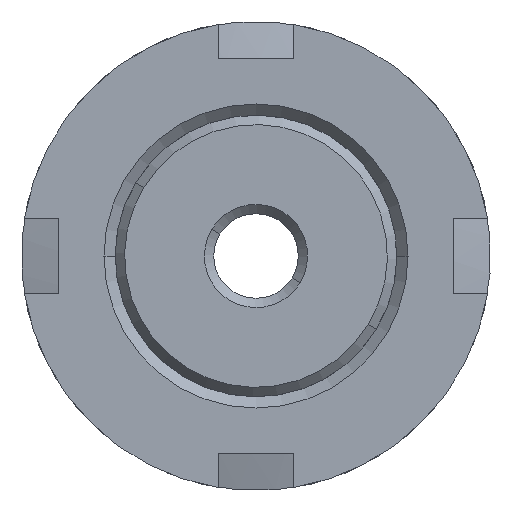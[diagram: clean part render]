
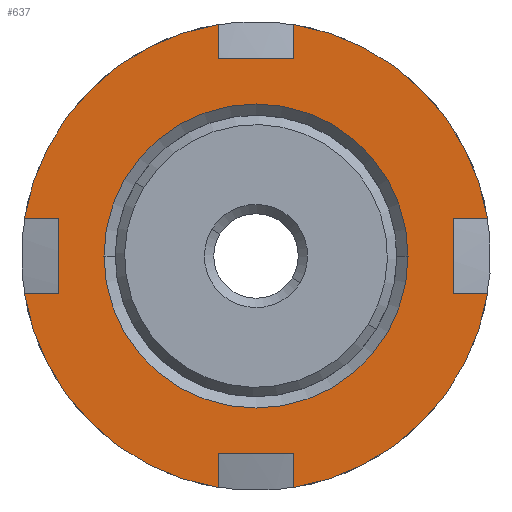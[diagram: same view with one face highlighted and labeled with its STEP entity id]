
A CAD part, front view. The second image highlights one B-rep face of the part: STEP entity #637.
In plain terms, the highlighted planar face has unit normal (0, -1, 0).
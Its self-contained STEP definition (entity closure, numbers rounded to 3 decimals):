
#19 = EDGE_CURVE ( 'NONE', #2104, #2081, #2649, .T. ) ;
#37 = FACE_BOUND ( 'NONE', #1601, .T. ) ;
#42 = CARTESIAN_POINT ( 'NONE',  ( 2., -7.269, 0. ) ) ;
#53 = ORIENTED_EDGE ( 'NONE', *, *, #311, .F. ) ;
#78 = DIRECTION ( 'NONE',  ( -1., 0., 0. ) ) ;
#81 = EDGE_CURVE ( 'NONE', #2652, #482, #773, .T. ) ;
#105 = DIRECTION ( 'NONE',  ( -1., 0., 0. ) ) ;
#125 = CARTESIAN_POINT ( 'NONE',  ( 0., -7.269, 0. ) ) ;
#127 = LINE ( 'NONE', #636, #1961 ) ;
#139 = CARTESIAN_POINT ( 'NONE',  ( 0., -7.269, 0. ) ) ;
#165 = CARTESIAN_POINT ( 'NONE',  ( 0., -7.269, 0. ) ) ;
#189 = VECTOR ( 'NONE', #823, 1000. ) ;
#224 = ORIENTED_EDGE ( 'NONE', *, *, #348, .T. ) ;
#275 = LINE ( 'NONE', #42, #1013 ) ;
#308 = ORIENTED_EDGE ( 'NONE', *, *, #19, .F. ) ;
#311 = EDGE_CURVE ( 'NONE', #344, #2104, #2098, .T. ) ;
#344 = VERTEX_POINT ( 'NONE', #2682 ) ;
#348 = EDGE_CURVE ( 'NONE', #2349, #969, #275, .T. ) ;
#355 = EDGE_CURVE ( 'NONE', #2349, #1982, #1549, .T. ) ;
#370 = VECTOR ( 'NONE', #1325, 1000. ) ;
#374 = AXIS2_PLACEMENT_3D ( 'NONE', #2281, #979, #2492 ) ;
#390 = LINE ( 'NONE', #2396, #1458 ) ;
#398 = LINE ( 'NONE', #834, #1715 ) ;
#400 = VECTOR ( 'NONE', #2215, 1000. ) ;
#420 = ORIENTED_EDGE ( 'NONE', *, *, #1148, .F. ) ;
#421 = CARTESIAN_POINT ( 'NONE',  ( 2., -7.269, 0. ) ) ;
#482 = VERTEX_POINT ( 'NONE', #1121 ) ;
#499 = LINE ( 'NONE', #421, #189 ) ;
#516 = ORIENTED_EDGE ( 'NONE', *, *, #1147, .T. ) ;
#534 = VECTOR ( 'NONE', #2155, 1000. ) ;
#559 = CARTESIAN_POINT ( 'NONE',  ( 10.5, -7.269, 2. ) ) ;
#567 = DIRECTION ( 'NONE',  ( 1., 0., 0. ) ) ;
#600 = ORIENTED_EDGE ( 'NONE', *, *, #1373, .F. ) ;
#636 = CARTESIAN_POINT ( 'NONE',  ( -10.5, -7.269, 0. ) ) ;
#637 = ADVANCED_FACE ( 'NONE', ( #37, #2026 ), #1369, .F. ) ;
#653 = CARTESIAN_POINT ( 'NONE',  ( 8.1, -7.269, 2. ) ) ;
#698 = LINE ( 'NONE', #2611, #400 ) ;
#703 = CARTESIAN_POINT ( 'NONE',  ( 0., -7.269, 10.5 ) ) ;
#717 = CARTESIAN_POINT ( 'NONE',  ( 8.1, -7.269, 0. ) ) ;
#722 = ORIENTED_EDGE ( 'NONE', *, *, #837, .T. ) ;
#738 = DIRECTION ( 'NONE',  ( 0., 1., 0. ) ) ;
#748 = VERTEX_POINT ( 'NONE', #559 ) ;
#764 = EDGE_CURVE ( 'NONE', #748, #2101, #1146, .T. ) ;
#773 = CIRCLE ( 'NONE', #2449, 8.1 ) ;
#779 = EDGE_CURVE ( 'NONE', #1749, #969, #2471, .T. ) ;
#793 = VECTOR ( 'NONE', #2408, 1000. ) ;
#823 = DIRECTION ( 'NONE',  ( 0., 0., 1. ) ) ;
#834 = CARTESIAN_POINT ( 'NONE',  ( 10.5, -7.269, 0. ) ) ;
#837 = EDGE_CURVE ( 'NONE', #482, #2652, #1233, .T. ) ;
#856 = CARTESIAN_POINT ( 'NONE',  ( 2., -7.269, -10.5 ) ) ;
#936 = EDGE_CURVE ( 'NONE', #986, #2009, #2644, .T. ) ;
#969 = VERTEX_POINT ( 'NONE', #1623 ) ;
#979 = DIRECTION ( 'NONE',  ( 0., 1., 0. ) ) ;
#986 = VERTEX_POINT ( 'NONE', #1785 ) ;
#1013 = VECTOR ( 'NONE', #2219, 1000. ) ;
#1039 = EDGE_CURVE ( 'NONE', #2417, #2081, #1228, .T. ) ;
#1061 = ORIENTED_EDGE ( 'NONE', *, *, #764, .T. ) ;
#1089 = CARTESIAN_POINT ( 'NONE',  ( -2., -7.269, 12.339 ) ) ;
#1115 = CARTESIAN_POINT ( 'NONE',  ( 2., -7.269, 12.339 ) ) ;
#1121 = CARTESIAN_POINT ( 'NONE',  ( -8.1, -7.269, 0. ) ) ;
#1146 = LINE ( 'NONE', #2724, #2375 ) ;
#1147 = EDGE_CURVE ( 'NONE', #2660, #2009, #698, .T. ) ;
#1148 = EDGE_CURVE ( 'NONE', #1982, #986, #1792, .T. ) ;
#1185 = DIRECTION ( 'NONE',  ( -1., 0., 0. ) ) ;
#1198 = VECTOR ( 'NONE', #2263, 1000. ) ;
#1200 = VECTOR ( 'NONE', #1468, 1000. ) ;
#1207 = EDGE_CURVE ( 'NONE', #2660, #344, #127, .T. ) ;
#1213 = ORIENTED_EDGE ( 'NONE', *, *, #1547, .F. ) ;
#1222 = CARTESIAN_POINT ( 'NONE',  ( -2., -7.269, 0. ) ) ;
#1228 = LINE ( 'NONE', #1222, #1200 ) ;
#1233 = CIRCLE ( 'NONE', #1641, 8.1 ) ;
#1254 = VERTEX_POINT ( 'NONE', #2469 ) ;
#1269 = CARTESIAN_POINT ( 'NONE',  ( -12.339, -7.269, 2. ) ) ;
#1283 = EDGE_CURVE ( 'NONE', #1451, #2101, #2370, .T. ) ;
#1285 = ORIENTED_EDGE ( 'NONE', *, *, #355, .F. ) ;
#1325 = DIRECTION ( 'NONE',  ( -1., 0., 0. ) ) ;
#1369 = PLANE ( 'NONE',  #2547 ) ;
#1373 = EDGE_CURVE ( 'NONE', #748, #2726, #398, .T. ) ;
#1406 = EDGE_CURVE ( 'NONE', #1254, #1451, #499, .T. ) ;
#1451 = VERTEX_POINT ( 'NONE', #1115 ) ;
#1458 = VECTOR ( 'NONE', #2609, 1000. ) ;
#1468 = DIRECTION ( 'NONE',  ( 0., 0., 1. ) ) ;
#1518 = CARTESIAN_POINT ( 'NONE',  ( -2., -7.269, 0. ) ) ;
#1547 = EDGE_CURVE ( 'NONE', #2417, #1254, #2368, .T. ) ;
#1549 = LINE ( 'NONE', #2178, #534 ) ;
#1561 = ORIENTED_EDGE ( 'NONE', *, *, #1283, .F. ) ;
#1595 = ORIENTED_EDGE ( 'NONE', *, *, #779, .F. ) ;
#1601 = EDGE_LOOP ( 'NONE', ( #722, #2698 ) ) ;
#1623 = CARTESIAN_POINT ( 'NONE',  ( 2., -7.269, -12.339 ) ) ;
#1641 = AXIS2_PLACEMENT_3D ( 'NONE', #165, #2345, #1710 ) ;
#1645 = CARTESIAN_POINT ( 'NONE',  ( 10.5, -7.269, -2. ) ) ;
#1650 = DIRECTION ( 'NONE',  ( 0., 1., 0. ) ) ;
#1682 = CARTESIAN_POINT ( 'NONE',  ( -2., -7.269, -10.5 ) ) ;
#1710 = DIRECTION ( 'NONE',  ( -1., 0., 0. ) ) ;
#1715 = VECTOR ( 'NONE', #2362, 1000. ) ;
#1744 = ORIENTED_EDGE ( 'NONE', *, *, #2056, .F. ) ;
#1749 = VERTEX_POINT ( 'NONE', #1978 ) ;
#1785 = CARTESIAN_POINT ( 'NONE',  ( -2., -7.269, -12.339 ) ) ;
#1792 = LINE ( 'NONE', #1518, #793 ) ;
#1831 = CARTESIAN_POINT ( 'NONE',  ( 0., -7.269, 0. ) ) ;
#1873 = DIRECTION ( 'NONE',  ( -1., 0., 0. ) ) ;
#1961 = VECTOR ( 'NONE', #2637, 1000. ) ;
#1978 = CARTESIAN_POINT ( 'NONE',  ( 12.339, -7.269, -2. ) ) ;
#1982 = VERTEX_POINT ( 'NONE', #1682 ) ;
#2009 = VERTEX_POINT ( 'NONE', #2806 ) ;
#2018 = CARTESIAN_POINT ( 'NONE',  ( -10.5, -7.269, -2. ) ) ;
#2026 = FACE_OUTER_BOUND ( 'NONE', #2580, .T. ) ;
#2041 = DIRECTION ( 'NONE',  ( -1., 0., 0. ) ) ;
#2048 = ORIENTED_EDGE ( 'NONE', *, *, #1207, .F. ) ;
#2052 = CARTESIAN_POINT ( 'NONE',  ( 8.1, -7.269, 0. ) ) ;
#2056 = EDGE_CURVE ( 'NONE', #2726, #1749, #390, .T. ) ;
#2081 = VERTEX_POINT ( 'NONE', #1089 ) ;
#2098 = LINE ( 'NONE', #653, #370 ) ;
#2101 = VERTEX_POINT ( 'NONE', #2176 ) ;
#2104 = VERTEX_POINT ( 'NONE', #1269 ) ;
#2155 = DIRECTION ( 'NONE',  ( -1., 0., 0. ) ) ;
#2176 = CARTESIAN_POINT ( 'NONE',  ( 12.339, -7.269, 2. ) ) ;
#2178 = CARTESIAN_POINT ( 'NONE',  ( 0., -7.269, -10.5 ) ) ;
#2215 = DIRECTION ( 'NONE',  ( -1., 0., 0. ) ) ;
#2219 = DIRECTION ( 'NONE',  ( 0., 0., -1. ) ) ;
#2263 = DIRECTION ( 'NONE',  ( 1., 0., 0. ) ) ;
#2281 = CARTESIAN_POINT ( 'NONE',  ( 0., -7.269, 0. ) ) ;
#2292 = DIRECTION ( 'NONE',  ( 0., 1., 0. ) ) ;
#2303 = DIRECTION ( 'NONE',  ( 0., 1., 0. ) ) ;
#2322 = AXIS2_PLACEMENT_3D ( 'NONE', #1831, #2700, #2041 ) ;
#2345 = DIRECTION ( 'NONE',  ( 0., 1., 0. ) ) ;
#2349 = VERTEX_POINT ( 'NONE', #856 ) ;
#2362 = DIRECTION ( 'NONE',  ( 0., 0., -1. ) ) ;
#2368 = LINE ( 'NONE', #703, #1198 ) ;
#2370 = CIRCLE ( 'NONE', #2322, 12.5 ) ;
#2375 = VECTOR ( 'NONE', #567, 1000. ) ;
#2396 = CARTESIAN_POINT ( 'NONE',  ( 8.1, -7.269, -2. ) ) ;
#2408 = DIRECTION ( 'NONE',  ( 0., 0., -1. ) ) ;
#2417 = VERTEX_POINT ( 'NONE', #2447 ) ;
#2429 = ORIENTED_EDGE ( 'NONE', *, *, #1406, .F. ) ;
#2447 = CARTESIAN_POINT ( 'NONE',  ( -2., -7.269, 10.5 ) ) ;
#2449 = AXIS2_PLACEMENT_3D ( 'NONE', #125, #2303, #105 ) ;
#2469 = CARTESIAN_POINT ( 'NONE',  ( 2., -7.269, 10.5 ) ) ;
#2471 = CIRCLE ( 'NONE', #2665, 12.5 ) ;
#2492 = DIRECTION ( 'NONE',  ( -1., 0., 0. ) ) ;
#2495 = CARTESIAN_POINT ( 'NONE',  ( 0., -7.269, 0. ) ) ;
#2547 = AXIS2_PLACEMENT_3D ( 'NONE', #717, #738, #78 ) ;
#2580 = EDGE_LOOP ( 'NONE', ( #53, #2048, #516, #2582, #420, #1285, #224, #1595, #1744, #600, #1061, #1561, #2429, #1213, #2715, #308 ) ) ;
#2582 = ORIENTED_EDGE ( 'NONE', *, *, #936, .F. ) ;
#2609 = DIRECTION ( 'NONE',  ( 1., 0., 0. ) ) ;
#2611 = CARTESIAN_POINT ( 'NONE',  ( 8.1, -7.269, -2. ) ) ;
#2637 = DIRECTION ( 'NONE',  ( 0., 0., 1. ) ) ;
#2644 = CIRCLE ( 'NONE', #374, 12.5 ) ;
#2649 = CIRCLE ( 'NONE', #2680, 12.5 ) ;
#2652 = VERTEX_POINT ( 'NONE', #2052 ) ;
#2660 = VERTEX_POINT ( 'NONE', #2018 ) ;
#2665 = AXIS2_PLACEMENT_3D ( 'NONE', #139, #1650, #1873 ) ;
#2680 = AXIS2_PLACEMENT_3D ( 'NONE', #2495, #2292, #1185 ) ;
#2682 = CARTESIAN_POINT ( 'NONE',  ( -10.5, -7.269, 2. ) ) ;
#2698 = ORIENTED_EDGE ( 'NONE', *, *, #81, .T. ) ;
#2700 = DIRECTION ( 'NONE',  ( 0., 1., 0. ) ) ;
#2715 = ORIENTED_EDGE ( 'NONE', *, *, #1039, .T. ) ;
#2724 = CARTESIAN_POINT ( 'NONE',  ( 8.1, -7.269, 2. ) ) ;
#2726 = VERTEX_POINT ( 'NONE', #1645 ) ;
#2806 = CARTESIAN_POINT ( 'NONE',  ( -12.339, -7.269, -2. ) ) ;
